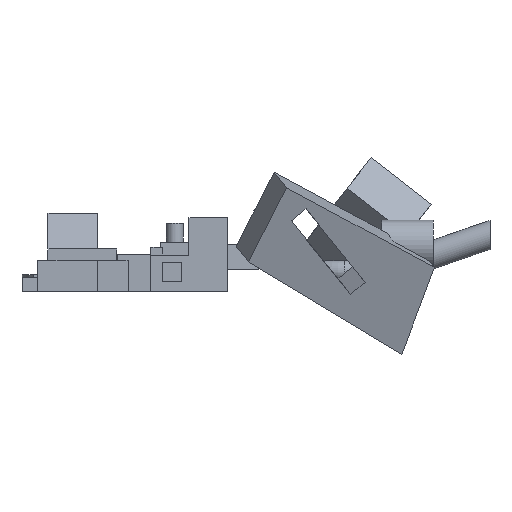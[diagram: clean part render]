
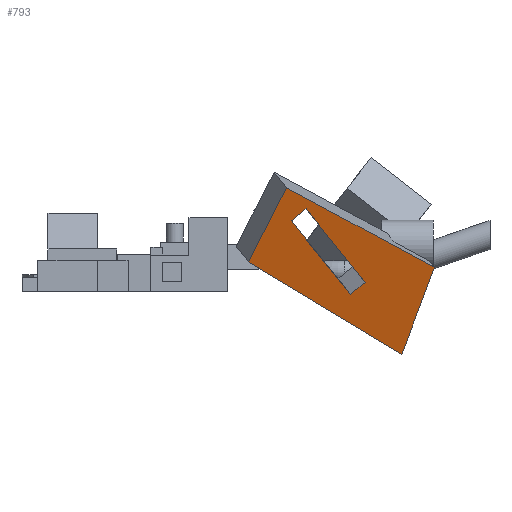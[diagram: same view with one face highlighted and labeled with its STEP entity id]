
A CAD part, left-side view. The second image highlights one B-rep face of the part: STEP entity #793.
In plain terms, the highlighted planar face has unit normal (-0.883, -0.295, -0.365).
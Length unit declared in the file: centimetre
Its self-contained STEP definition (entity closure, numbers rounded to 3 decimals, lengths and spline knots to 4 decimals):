
#793=ADVANCED_FACE('0:139',(#1050,#1051),#1052,.F.);
#1050=FACE_OUTER_BOUND('',#1356,.T.);
#1051=FACE_BOUND('',#1357,.T.);
#1052=PLANE('',#1358);
#1356=EDGE_LOOP('',(#1693,#1694,#1695,#1696));
#1357=EDGE_LOOP('',(#1697,#1698,#1699,#1700));
#1358=AXIS2_PLACEMENT_3D('',#1701,#1702,#1703);
#1693=ORIENTED_EDGE('',*,*,#2672,.F.);
#1694=ORIENTED_EDGE('',*,*,#2673,.F.);
#1695=ORIENTED_EDGE('',*,*,#2674,.F.);
#1696=ORIENTED_EDGE('',*,*,#2675,.T.);
#1697=ORIENTED_EDGE('',*,*,#2652,.F.);
#1698=ORIENTED_EDGE('',*,*,#2660,.F.);
#1699=ORIENTED_EDGE('',*,*,#2656,.F.);
#1700=ORIENTED_EDGE('',*,*,#2662,.F.);
#1701=CARTESIAN_POINT('',(-1.3155,-1.6763,-2.5444));
#1702=DIRECTION('',(0.883,0.295,0.365));
#1703=DIRECTION('',(0.0,-0.777,0.629));
#2652=EDGE_CURVE('0:47',#2962,#2963,#2964,.T.);
#2656=EDGE_CURVE('0:180',#2970,#2971,#2972,.T.);
#2660=EDGE_CURVE('0:192',#2971,#2962,#2978,.T.);
#2662=EDGE_CURVE('0:198',#2963,#2970,#2980,.T.);
#2672=EDGE_CURVE('0:228',#2996,#2997,#2998,.T.);
#2673=EDGE_CURVE('0:231',#2999,#2996,#3000,.T.);
#2674=EDGE_CURVE('0:234',#3001,#2999,#3002,.T.);
#2675=EDGE_CURVE('0:237',#3001,#2997,#3003,.T.);
#2962=VERTEX_POINT('',#3460);
#2963=VERTEX_POINT('',#3461);
#2964=LINE('',#3462,#3463);
#2970=VERTEX_POINT('',#3472);
#2971=VERTEX_POINT('',#3473);
#2972=LINE('',#3474,#3475);
#2978=LINE('',#3484,#3485);
#2980=LINE('',#3488,#3489);
#2996=VERTEX_POINT('',#3514);
#2997=VERTEX_POINT('',#3515);
#2998=LINE('',#3516,#3517);
#2999=VERTEX_POINT('',#3518);
#3000=LINE('',#3519,#3520);
#3001=VERTEX_POINT('',#3521);
#3002=LINE('',#3522,#3523);
#3003=LINE('',#3524,#3525);
#3460=CARTESIAN_POINT('',(-2.7943,-3.0709,2.1637));
#3461=CARTESIAN_POINT('',(-2.7943,-2.6823,1.8491));
#3462=CARTESIAN_POINT('',(-2.7943,-1.4013,0.8117));
#3463=VECTOR('',#4232,0.);
#3472=CARTESIAN_POINT('',(-1.4798,-4.2382,-0.0722));
#3473=CARTESIAN_POINT('',(-1.4798,-4.6267,0.2424));
#3474=CARTESIAN_POINT('',(-1.4798,-2.7434,-1.2826));
#3475=VECTOR('',#4236,0.);
#3484=CARTESIAN_POINT('',(-1.7263,-4.335,0.6027));
#3485=VECTOR('',#4240,0.);
#3488=CARTESIAN_POINT('',(-1.7263,-3.9464,0.288));
#3489=VECTOR('',#4242,0.);
#3514=CARTESIAN_POINT('',(-1.0338,-6.4394,0.631));
#3515=CARTESIAN_POINT('',(-0.3765,-5.5853,-1.6512));
#3516=CARTESIAN_POINT('',(-1.0338,-6.4394,0.631));
#3517=VECTOR('',#4252,0.);
#3518=CARTESIAN_POINT('',(-3.1934,-2.5623,2.7176));
#3519=CARTESIAN_POINT('',(-1.5502,-5.5123,1.13));
#3520=VECTOR('',#4253,0.);
#3521=CARTESIAN_POINT('',(-2.7239,-1.5636,0.7728));
#3522=CARTESIAN_POINT('',(-2.7239,-1.5636,0.7728));
#3523=VECTOR('',#4254,0.);
#3524=CARTESIAN_POINT('',(-0.7991,-4.8614,-1.2149));
#3525=VECTOR('',#4255,0.);
#4232=DIRECTION('',(0.,0.777,-0.629));
#4236=DIRECTION('',(0.,-0.777,0.629));
#4240=DIRECTION('',(-0.469,0.556,0.686));
#4242=DIRECTION('',(0.469,-0.556,-0.686));
#4252=DIRECTION('',(0.26,0.338,-0.904));
#4253=DIRECTION('',(0.44,-0.791,-0.425));
#4254=DIRECTION('',(-0.21,-0.447,0.87));
#4255=DIRECTION('',(0.447,-0.766,-0.462));
